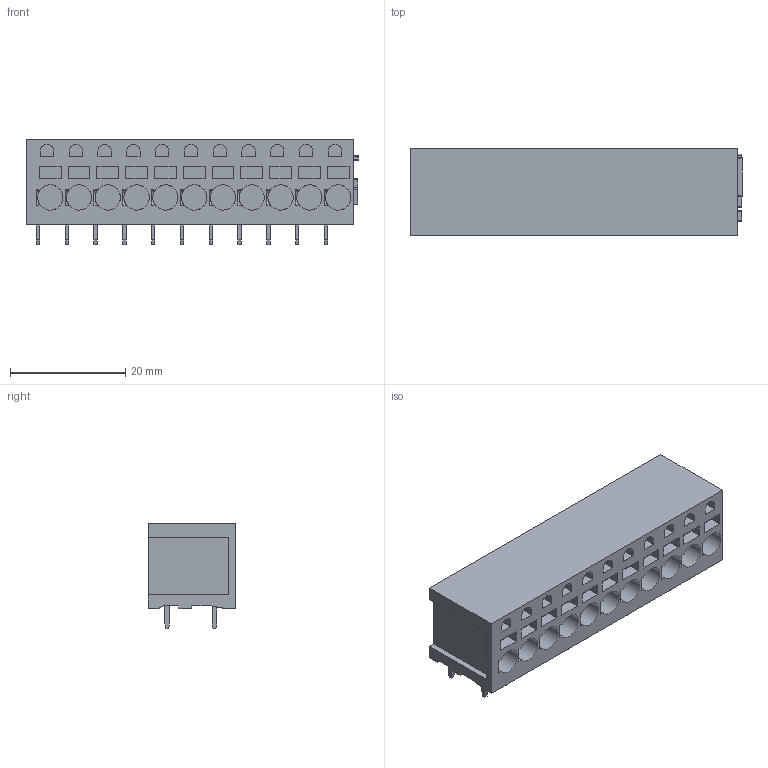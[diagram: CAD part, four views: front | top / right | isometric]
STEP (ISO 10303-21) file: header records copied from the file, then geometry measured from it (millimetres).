
FILE_DESCRIPTION(('CATIA V5 STEP Exchange','CAx-IF Rec.Pracs.--- Model Styling and Organization---1.2---2011-12-15'),'2;1');
FILE_NAME ('D1451209_0', '2018-09-03T05:57:26+00:00', ('none'), ('Weidmueller'), 'CATIA Version 5-6 Release 2014', 'CATIA V5 STEP AP214', 'none');
FILE_SCHEMA(('AUTOMOTIVE_DESIGN { 1 0 10303 214 1 1 1 1 }'));
Length unit declared in the file: millimetre
Products named in the file (1): 1332060000
Bounding box: 57.65 x 15.2 x 18.3 mm (x, y, z)
Volume: 11163.5 mm3; surface area: 5953.2 mm2
Topology: 23 solids, 23 shells, 439 faces, 1071 edges, 714 vertices
Faces by surface type: plane 369, cylinder 70
Entity records: 11856 total; most frequent: CARTESIAN_POINT 2197, ORIENTED_EDGE 2142, DIRECTION 1585, EDGE_CURVE 1071, VECTOR 887, LINE 887, VERTEX_POINT 714, EDGE_LOOP 475
